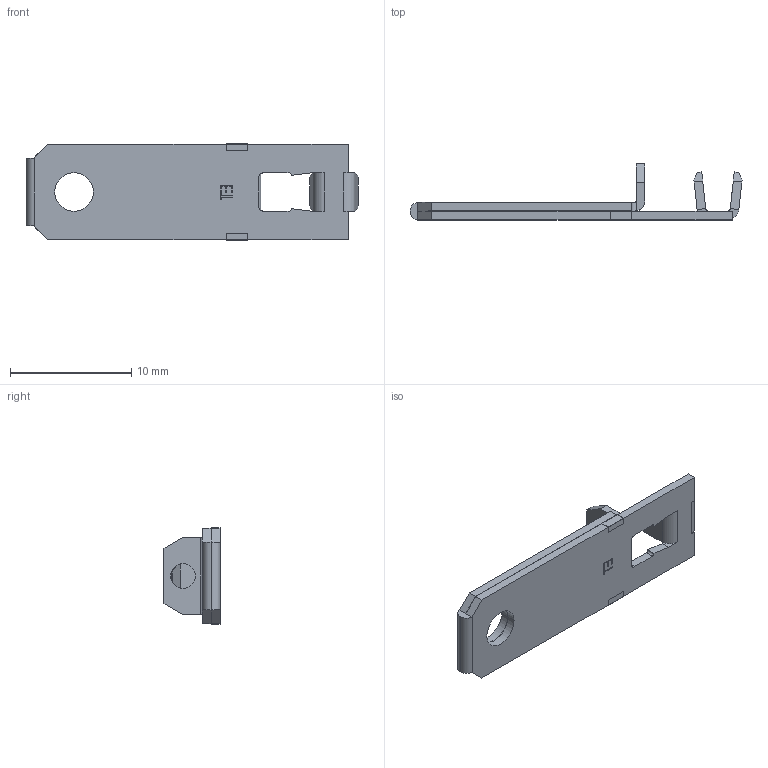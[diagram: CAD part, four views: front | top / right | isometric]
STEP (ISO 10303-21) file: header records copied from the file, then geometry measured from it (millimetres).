
FILE_DESCRIPTION (( 'STEP AP203' ), '1' );
FILE_NAME ('14229.STEP', '2015-02-23T18:43:35', ( '' ), ( '' ), 'SwSTEP 2.0', 'SolidWorks 2014', '' );
FILE_SCHEMA (( 'CONFIG_CONTROL_DESIGN' ));
Length unit declared in the file: inch
Products named in the file (1): 14229
Bounding box: 27.38 x 4.62 x 7.92 mm (x, y, z)
Volume: 251.6 mm3; surface area: 829.8 mm2
Topology: 1 solids, 1 shells, 177 faces, 448 edges, 274 vertices
Faces by surface type: plane 131, cylinder 34, cone 12
Entity records: 5289 total; most frequent: CARTESIAN_POINT 950, ORIENTED_EDGE 896, DIRECTION 858, EDGE_CURVE 448, VECTOR 370, LINE 370, VERTEX_POINT 274, AXIS2_PLACEMENT_3D 244
